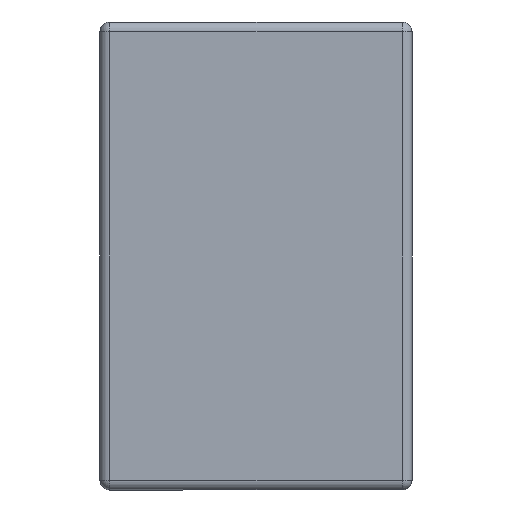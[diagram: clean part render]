
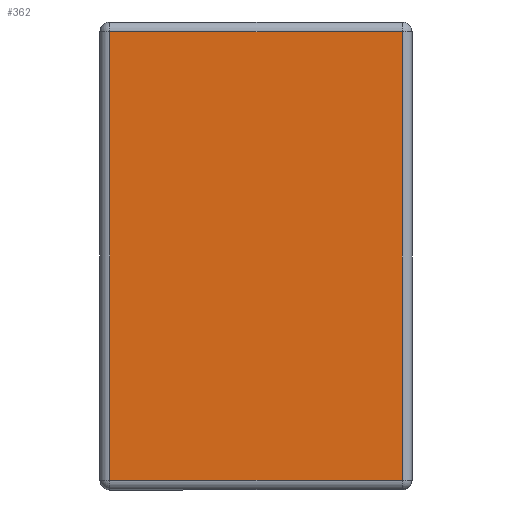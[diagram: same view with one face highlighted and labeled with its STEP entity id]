
A CAD part, left-side view. The second image highlights one B-rep face of the part: STEP entity #362.
In plain terms, the highlighted planar face has unit normal (-1, 0, 0).
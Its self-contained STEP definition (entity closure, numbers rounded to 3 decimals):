
#7 = LINE ( 'NONE', #1805, #3368 ) ;
#41 = VERTEX_POINT ( 'NONE', #60 ) ;
#60 = CARTESIAN_POINT ( 'NONE',  ( 0., 1.163, -0.037 ) ) ;
#148 = DIRECTION ( 'NONE',  ( 0., -1., 0. ) ) ;
#362 = ADVANCED_FACE ( 'NONE', ( #1209 ), #1840, .T. ) ;
#439 = CARTESIAN_POINT ( 'NONE',  ( 0., 0., 0. ) ) ;
#481 = DIRECTION ( 'NONE',  ( 0., 1., 0. ) ) ;
#614 = ORIENTED_EDGE ( 'NONE', *, *, #4340, .T. ) ;
#701 = LINE ( 'NONE', #1454, #2034 ) ;
#766 = DIRECTION ( 'NONE',  ( -1., 0., 0. ) ) ;
#843 = ORIENTED_EDGE ( 'NONE', *, *, #1832, .T. ) ;
#1209 = FACE_OUTER_BOUND ( 'NONE', #3713, .T. ) ;
#1454 = CARTESIAN_POINT ( 'NONE',  ( 0., 0.037, 0. ) ) ;
#1480 = CARTESIAN_POINT ( 'NONE',  ( 0., 1.2, -0.037 ) ) ;
#1805 = CARTESIAN_POINT ( 'NONE',  ( 0., 1.163, -1.8 ) ) ;
#1826 = DIRECTION ( 'NONE',  ( 0., 0., 1. ) ) ;
#1832 = EDGE_CURVE ( 'NONE', #2478, #3489, #701, .T. ) ;
#1840 = PLANE ( 'NONE',  #1944 ) ;
#1881 = ORIENTED_EDGE ( 'NONE', *, *, #4277, .T. ) ;
#1944 = AXIS2_PLACEMENT_3D ( 'NONE', #439, #766, #3229 ) ;
#2034 = VECTOR ( 'NONE', #1826, 1000. ) ;
#2209 = VECTOR ( 'NONE', #148, 1000. ) ;
#2438 = LINE ( 'NONE', #4093, #2209 ) ;
#2478 = VERTEX_POINT ( 'NONE', #2843 ) ;
#2639 = LINE ( 'NONE', #1480, #4623 ) ;
#2795 = ORIENTED_EDGE ( 'NONE', *, *, #3180, .T. ) ;
#2843 = CARTESIAN_POINT ( 'NONE',  ( 0., 0.037, -1.763 ) ) ;
#3124 = CARTESIAN_POINT ( 'NONE',  ( 0., 0.037, -0.037 ) ) ;
#3180 = EDGE_CURVE ( 'NONE', #3937, #2478, #2438, .T. ) ;
#3229 = DIRECTION ( 'NONE',  ( 0., 0., 1. ) ) ;
#3293 = DIRECTION ( 'NONE',  ( 0., 0., -1. ) ) ;
#3368 = VECTOR ( 'NONE', #3293, 1000. ) ;
#3489 = VERTEX_POINT ( 'NONE', #3124 ) ;
#3713 = EDGE_LOOP ( 'NONE', ( #2795, #843, #614, #1881 ) ) ;
#3937 = VERTEX_POINT ( 'NONE', #4554 ) ;
#4093 = CARTESIAN_POINT ( 'NONE',  ( 0., 0., -1.763 ) ) ;
#4277 = EDGE_CURVE ( 'NONE', #41, #3937, #7, .T. ) ;
#4340 = EDGE_CURVE ( 'NONE', #3489, #41, #2639, .T. ) ;
#4554 = CARTESIAN_POINT ( 'NONE',  ( 0., 1.163, -1.763 ) ) ;
#4623 = VECTOR ( 'NONE', #481, 1000. ) ;
